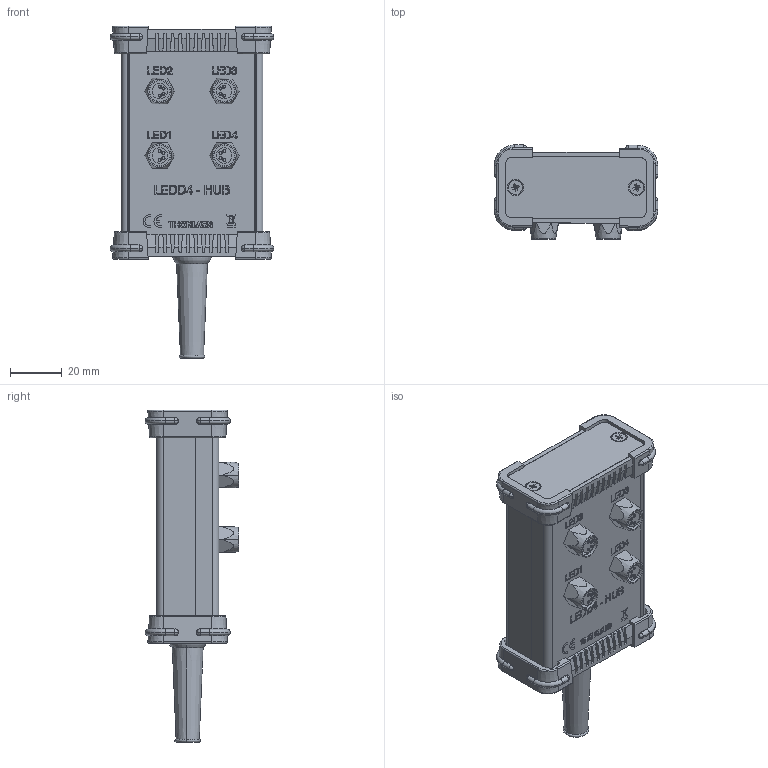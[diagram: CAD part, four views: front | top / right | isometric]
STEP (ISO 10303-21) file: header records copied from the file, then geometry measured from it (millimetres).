
FILE_DESCRIPTION (( 'STEP AP203' ), '1' );
FILE_NAME ('19746-E01.STEP', '2009-04-29T15:02:41', ( ' ' ), ( ' ' ), 'SwSTEP 2.0', 'SolidWorks 2008', '' );
FILE_SCHEMA (( 'CONFIG_CONTROL_DESIGN' ));
Length unit declared in the file: millimetre
Products named in the file (10): Eck_Standard; Front_blank_Standard; Hub Gehäuseteil2_Standard; 19746-E01; Hub Gehäuseteil1_Standard; Hub Gehäuseteil1 Profil_Standard; Dichtung_Standard; Knickschutztülle 14_02_274_Standard; RKMF-01-4polig_RKMF4; Countersunk Flat Head Cross Recess Screw_DIN_ISO 7046-1 - M3 x 6 - Z --- 6N
Assembly tree (19 placements, depth 2):
  19746-E01
    RKMF-01-4polig_RKMF4  x4
    Dichtung_Standard  x2
    Hub Gehäuseteil1 Profil_Standard
    Eck_Standard  x4
    Countersunk Flat Head Cross Recess Screw_DIN_ISO 7046-1 - M3 x 6 - Z --- 6N  x4
    Knickschutztülle 14_02_274_Standard
    Hub Gehäuseteil2_Standard
    Front_blank_Standard
    Hub Gehäuseteil1_Standard
Bounding box: 63.54 x 36.45 x 128.75 mm (x, y, z)
Volume: 41943.6 mm3; surface area: 55134 mm2
Topology: 19 solids, 19 shells, 2095 faces, 5677 edges, 3668 vertices
Faces by surface type: plane 1475, cylinder 335, cone 142, bspline 65, torus 46, sphere 32
Entity records: 49280 total; most frequent: CARTESIAN_POINT 12288, ORIENTED_EDGE 7712, DIRECTION 6855, EDGE_CURVE 3856, LINE 3245, VECTOR 3245, VERTEX_POINT 2538, AXIS2_PLACEMENT_3D 1805
